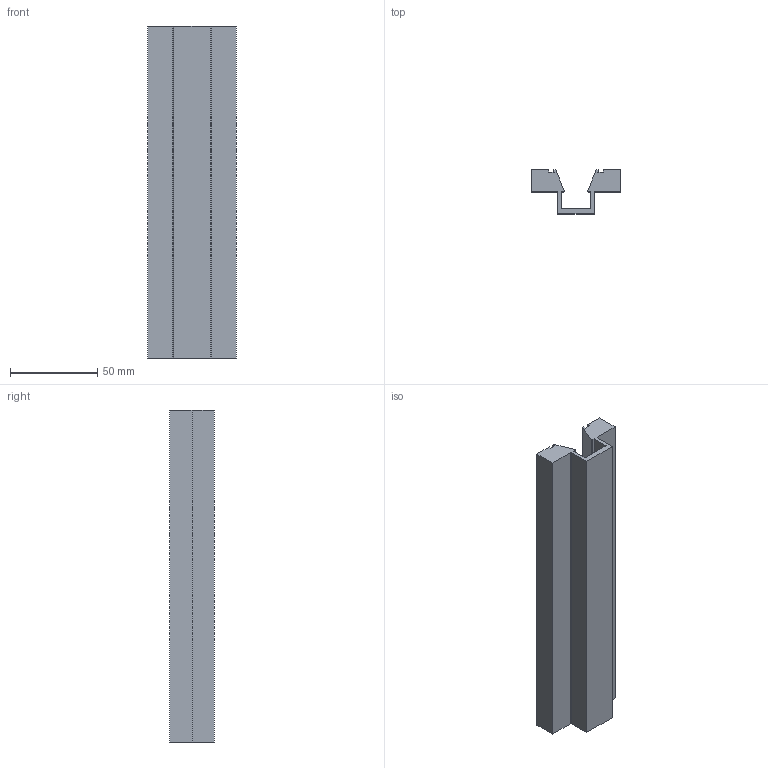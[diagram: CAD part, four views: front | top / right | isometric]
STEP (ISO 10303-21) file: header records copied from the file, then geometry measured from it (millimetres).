
FILE_DESCRIPTION (( 'STEP AP203' ), '1' );
FILE_NAME ('60101.STEP', '2016-12-29T16:30:22', ( 'tkrafton' ), ( 'Microsoft' ), 'SwSTEP 2.0', 'SolidWorks 2017', '' );
FILE_SCHEMA (( 'CONFIG_CONTROL_DESIGN' ));
Length unit declared in the file: inch
Products named in the file (1): 60101
Bounding box: 50.8 x 25.4 x 190.5 mm (x, y, z)
Volume: 96479.8 mm3; surface area: 39579.9 mm2
Topology: 1 solids, 1 shells, 31 faces, 87 edges, 58 vertices
Faces by surface type: plane 26, cylinder 5
Entity records: 1070 total; most frequent: CARTESIAN_POINT 177, ORIENTED_EDGE 174, DIRECTION 161, EDGE_CURVE 87, LINE 77, VECTOR 77, VERTEX_POINT 58, AXIS2_PLACEMENT_3D 42
